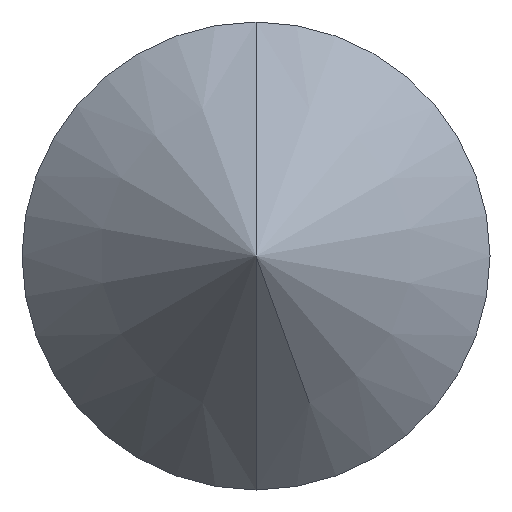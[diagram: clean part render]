
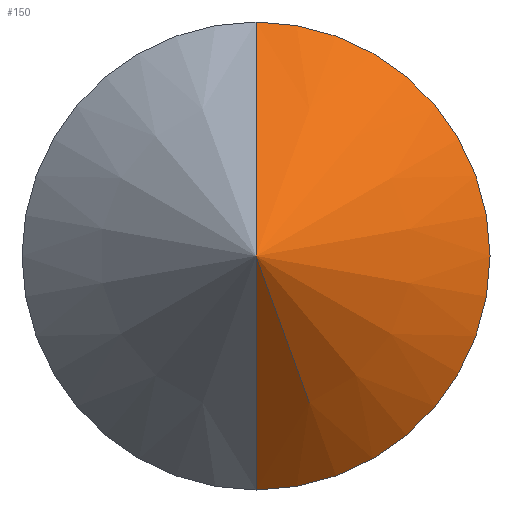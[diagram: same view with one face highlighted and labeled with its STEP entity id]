
A CAD part, front view. The second image highlights one B-rep face of the part: STEP entity #150.
In plain terms, the highlighted conical face has half-angle 45 degrees and reference radius 1000 mm.
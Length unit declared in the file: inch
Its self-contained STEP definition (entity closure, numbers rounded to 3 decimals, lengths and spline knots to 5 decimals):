
#8 = CARTESIAN_POINT ( 'NONE',  ( 0., 0., 0. ) ) ;
#12 = CARTESIAN_POINT ( 'NONE',  ( 0., 0., 0. ) ) ;
#13 = AXIS2_PLACEMENT_3D ( 'NONE', #144, #164, #255 ) ;
#34 = EDGE_CURVE ( 'NONE', #142, #63, #120, .T. ) ;
#35 = VERTEX_POINT ( 'NONE', #8 ) ;
#40 = FACE_OUTER_BOUND ( 'NONE', #152, .T. ) ;
#41 = ORIENTED_EDGE ( 'NONE', *, *, #34, .T. ) ;
#59 = EDGE_CURVE ( 'NONE', #35, #142, #170, .T. ) ;
#63 = VERTEX_POINT ( 'NONE', #132 ) ;
#70 = VECTOR ( 'NONE', #137, 39.37008 ) ;
#84 = CARTESIAN_POINT ( 'NONE',  ( 0., 0.25, 0. ) ) ;
#120 = CIRCLE ( 'NONE', #157, 0.25 ) ;
#132 = CARTESIAN_POINT ( 'NONE',  ( 0., 0.25, 0.25 ) ) ;
#135 = DIRECTION ( 'NONE',  ( 0., 0.707, -0.707 ) ) ;
#137 = DIRECTION ( 'NONE',  ( 0., 0.707, 0.707 ) ) ;
#142 = VERTEX_POINT ( 'NONE', #166 ) ;
#144 = CARTESIAN_POINT ( 'NONE',  ( 0., 39.37008, 0. ) ) ;
#150 = ADVANCED_FACE ( 'NONE', ( #40 ), #205, .T. ) ;
#152 = EDGE_LOOP ( 'NONE', ( #229, #264, #41 ) ) ;
#157 = AXIS2_PLACEMENT_3D ( 'NONE', #84, #211, #250 ) ;
#158 = VECTOR ( 'NONE', #135, 39.37008 ) ;
#164 = DIRECTION ( 'NONE',  ( 0., 1., 0. ) ) ;
#166 = CARTESIAN_POINT ( 'NONE',  ( 0., 0.25, -0.25 ) ) ;
#170 = LINE ( 'NONE', #212, #158 ) ;
#199 = LINE ( 'NONE', #12, #70 ) ;
#203 = EDGE_CURVE ( 'NONE', #35, #63, #199, .T. ) ;
#205 = CONICAL_SURFACE ( 'NONE', #13, 39.37008, 0.785 ) ;
#211 = DIRECTION ( 'NONE',  ( 0., -1., 0. ) ) ;
#212 = CARTESIAN_POINT ( 'NONE',  ( 0., 0., 0. ) ) ;
#229 = ORIENTED_EDGE ( 'NONE', *, *, #203, .F. ) ;
#250 = DIRECTION ( 'NONE',  ( 0., 0., -1. ) ) ;
#255 = DIRECTION ( 'NONE',  ( 0., 0., 1. ) ) ;
#264 = ORIENTED_EDGE ( 'NONE', *, *, #59, .T. ) ;
